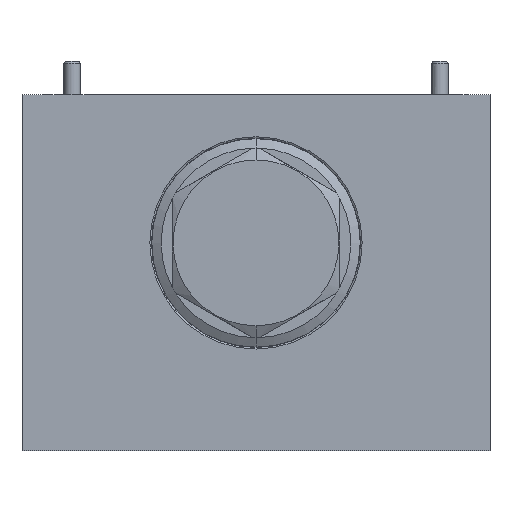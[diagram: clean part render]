
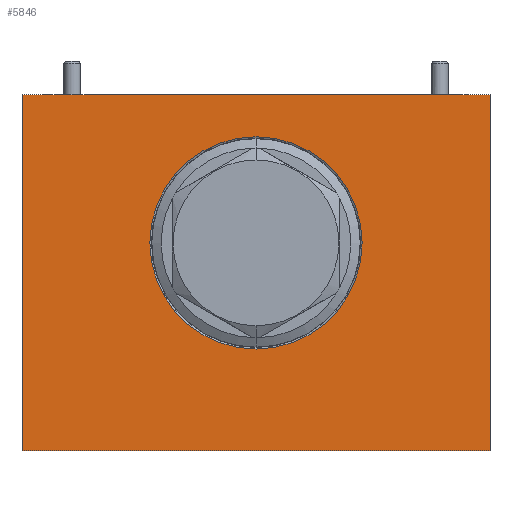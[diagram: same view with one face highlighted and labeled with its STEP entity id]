
A CAD part, front view. The second image highlights one B-rep face of the part: STEP entity #5846.
In plain terms, the highlighted planar face has unit normal (0, -1, 0).
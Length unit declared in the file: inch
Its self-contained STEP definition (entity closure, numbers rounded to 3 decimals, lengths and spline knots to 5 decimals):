
#573=DIRECTION('',(1.,0.,0.));
#574=VECTOR('',#573,3.5);
#575=CARTESIAN_POINT('',(0.,-6.156,0.));
#576=LINE('',#575,#574);
#615=DIRECTION('',(1.,0.,0.));
#616=VECTOR('',#615,3.5);
#617=CARTESIAN_POINT('',(0.,-6.156,2.664));
#618=LINE('',#617,#616);
#2398=DIRECTION('',(0.,0.,1.));
#2399=VECTOR('',#2398,2.664);
#2400=CARTESIAN_POINT('',(0.,-6.156,0.));
#2401=LINE('',#2400,#2399);
#2402=CARTESIAN_POINT('',(1.75,-6.156,1.555));
#2403=DIRECTION('',(0.,1.,0.));
#2404=DIRECTION('',(0.,0.,-1.));
#2405=AXIS2_PLACEMENT_3D('',#2402,#2403,#2404);
#2407=CARTESIAN_POINT('',(1.75,-6.156,1.555));
#2408=DIRECTION('',(0.,1.,0.));
#2409=DIRECTION('',(0.,0.,1.));
#2410=AXIS2_PLACEMENT_3D('',#2407,#2408,#2409);
#2420=DIRECTION('',(0.,0.,1.));
#2421=VECTOR('',#2420,2.664);
#2422=CARTESIAN_POINT('',(3.5,-6.156,0.));
#2423=LINE('',#2422,#2421);
#4149=CARTESIAN_POINT('',(0.,-6.156,0.));
#4150=CARTESIAN_POINT('',(3.5,-6.156,0.));
#4151=VERTEX_POINT('',#4149);
#4152=VERTEX_POINT('',#4150);
#4153=CARTESIAN_POINT('',(0.,-6.156,2.664));
#4154=CARTESIAN_POINT('',(3.5,-6.156,2.664));
#4155=VERTEX_POINT('',#4153);
#4156=VERTEX_POINT('',#4154);
#4434=CARTESIAN_POINT('',(1.75,-6.156,0.76141));
#4435=CARTESIAN_POINT('',(1.75,-6.156,2.34859));
#4436=VERTEX_POINT('',#4434);
#4437=VERTEX_POINT('',#4435);
#5828=CARTESIAN_POINT('',(0.,-6.156,0.));
#5829=DIRECTION('',(0.,-1.,0.));
#5830=DIRECTION('',(1.,0.,0.));
#5831=AXIS2_PLACEMENT_3D('',#5828,#5829,#5830);
#5832=PLANE('',#5831);
#5833=ORIENTED_EDGE('',*,*,#4611,.F.);
#5835=ORIENTED_EDGE('',*,*,#5834,.T.);
#5836=ORIENTED_EDGE('',*,*,#4751,.T.);
#5838=ORIENTED_EDGE('',*,*,#5837,.F.);
#5839=EDGE_LOOP('',(#5833,#5835,#5836,#5838));
#5840=FACE_OUTER_BOUND('',#5839,.F.);
#5841=ORIENTED_EDGE('',*,*,#5818,.F.);
#5843=ORIENTED_EDGE('',*,*,#5842,.F.);
#5844=EDGE_LOOP('',(#5841,#5843));
#5845=FACE_BOUND('',#5844,.F.);
#5846=ADVANCED_FACE('',(#5840,#5845),#5832,.T.);
#2406=CIRCLE('',#2405,0.79359);
#2411=CIRCLE('',#2410,0.79359);
#4611=EDGE_CURVE('',#4151,#4152,#576,.T.);
#4751=EDGE_CURVE('',#4155,#4156,#618,.T.);
#5818=EDGE_CURVE('',#4436,#4437,#2406,.T.);
#5834=EDGE_CURVE('',#4151,#4155,#2401,.T.);
#5837=EDGE_CURVE('',#4152,#4156,#2423,.T.);
#5842=EDGE_CURVE('',#4437,#4436,#2411,.T.);
